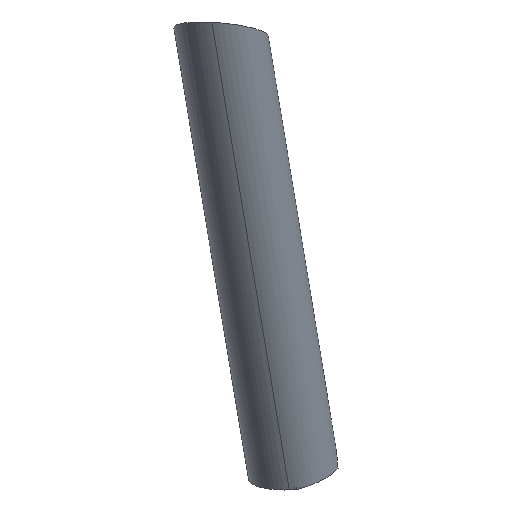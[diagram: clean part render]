
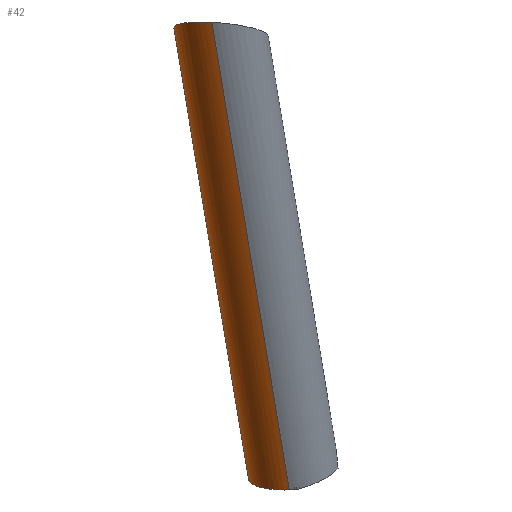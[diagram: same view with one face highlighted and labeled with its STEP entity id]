
A CAD part, left-side view. The second image highlights one B-rep face of the part: STEP entity #42.
In plain terms, the highlighted cylindrical face has radius 12.5 mm (diameter 25 mm), a partial arc.
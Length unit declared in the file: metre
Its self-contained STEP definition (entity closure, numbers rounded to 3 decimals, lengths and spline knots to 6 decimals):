
#42=ADVANCED_FACE('0:2330',(#88),#89,.T.);
#88=FACE_OUTER_BOUND('',#136,.T.);
#89=CYLINDRICAL_SURFACE('',#137,0.0125);
#136=EDGE_LOOP('',(#203,#204,#205,#206,#207,#208,#209,#210,#211,#212));
#137=AXIS2_PLACEMENT_3D('',#213,#214,#215);
#203=ORIENTED_EDGE('',*,*,#370,.T.);
#204=ORIENTED_EDGE('',*,*,#382,.T.);
#205=ORIENTED_EDGE('',*,*,#383,.F.);
#206=ORIENTED_EDGE('',*,*,#378,.T.);
#207=ORIENTED_EDGE('',*,*,#384,.F.);
#208=ORIENTED_EDGE('',*,*,#385,.T.);
#209=ORIENTED_EDGE('',*,*,#386,.T.);
#210=ORIENTED_EDGE('',*,*,#387,.F.);
#211=ORIENTED_EDGE('',*,*,#388,.T.);
#212=ORIENTED_EDGE('',*,*,#389,.T.);
#213=CARTESIAN_POINT('',(-2.229297,0.313094,0.237851));
#214=DIRECTION('',(0.546,-0.137,-0.827));
#215=DIRECTION('',(-0.827,0.073,-0.558));
#370=EDGE_CURVE('',#434,#435,#436,.T.);
#378=EDGE_CURVE('',#451,#449,#452,.T.);
#382=EDGE_CURVE('',#435,#457,#458,.T.);
#383=EDGE_CURVE('',#451,#457,#459,.T.);
#384=EDGE_CURVE('0:174',#460,#449,#461,.T.);
#385=EDGE_CURVE('0:177',#460,#462,#463,.T.);
#386=EDGE_CURVE('0:165',#462,#464,#465,.T.);
#387=EDGE_CURVE('0:180',#466,#464,#467,.T.);
#388=EDGE_CURVE('0:183',#466,#468,#469,.T.);
#389=EDGE_CURVE('0:186',#468,#434,#470,.T.);
#434=VERTEX_POINT('',#622);
#435=VERTEX_POINT('',#623);
#436=LINE('',#624,#625);
#449=VERTEX_POINT('',#701);
#451=VERTEX_POINT('',#739);
#452=LINE('',#740,#741);
#457=VERTEX_POINT('',#746);
#458=ELLIPSE('',#747,0.017131,0.0125);
#459=ELLIPSE('',#748,0.017131,0.0125);
#460=VERTEX_POINT('',#749);
#461=B_SPLINE_CURVE_WITH_KNOTS('',3,(#750,#751,#752,#753,#754,#755,#756,#757,#758,#759,#760,#761,#762,#763,#764,#765,#766,#767,#768,#769,#770,#771,#772,#773,#774,#775,#776,#777,#778,#779,#780,#781,#782,#783,#784,#785,#786),.UNSPECIFIED.,.F.,.F.,(4,3,3,3,3,3,3,3,3,3,3,3,4),(0.0,2.790659,14.991322,24.793825,30.952875,36.274631,40.756307,43.934783,46.501421,48.614937,50.74224,53.353489,54.201332),.UNSPECIFIED.);
#462=VERTEX_POINT('',#787);
#463=ELLIPSE('',#788,0.042109,0.0125);
#464=VERTEX_POINT('',#789);
#465=B_SPLINE_CURVE_WITH_KNOTS('',3,(#790,#791,#792,#793,#794,#795,#796),.UNSPECIFIED.,.F.,.F.,(4,3,4),(46.541226,49.443589,51.586384),.UNSPECIFIED.);
#466=VERTEX_POINT('',#797);
#467=B_SPLINE_CURVE_WITH_KNOTS('',3,(#798,#799,#800,#801),.UNSPECIFIED.,.F.,.F.,(4,4),(0.0,1.380399),.UNSPECIFIED.);
#468=VERTEX_POINT('',#802);
#469=B_SPLINE_CURVE_WITH_KNOTS('',3,(#803,#804,#805,#806),.UNSPECIFIED.,.F.,.F.,(4,4),(1.440707,5.434098),.UNSPECIFIED.);
#470=B_SPLINE_CURVE_WITH_KNOTS('',3,(#807,#808,#809,#810,#811,#812,#813,#814,#815,#816,#817,#818,#819,#820,#821,#822),.UNSPECIFIED.,.F.,.F.,(4,3,3,3,3,4),(1.695479,8.459116,14.867055,21.007638,26.977139,28.06755),.UNSPECIFIED.);
#622=CARTESIAN_POINT('',(-2.177426,0.298437,0.136675));
#623=CARTESIAN_POINT('',(-2.261542,0.319492,0.264059));
#624=CARTESIAN_POINT('',(-2.23963,0.314008,0.230877));
#625=VECTOR('',#970,1.0);
#701=CARTESIAN_POINT('',(-2.17632,0.301507,0.180246));
#739=CARTESIAN_POINT('',(-2.228258,0.314508,0.258901));
#740=CARTESIAN_POINT('',(-2.218964,0.312181,0.244825));
#741=VECTOR('',#977,1.0);
#746=CARTESIAN_POINT('',(-2.261209,0.321523,0.264134));
#747=AXIS2_PLACEMENT_3D('',#984,#985,#986);
#748=AXIS2_PLACEMENT_3D('',#987,#988,#989);
#749=CARTESIAN_POINT('',(-2.165,0.30928,0.15159));
#750=CARTESIAN_POINT('',(-2.165,0.30928,0.15159));
#751=CARTESIAN_POINT('',(-2.165202,0.309268,0.152215));
#752=CARTESIAN_POINT('',(-2.165405,0.30925,0.152839));
#753=CARTESIAN_POINT('',(-2.165609,0.309228,0.153463));
#754=CARTESIAN_POINT('',(-2.166503,0.30913,0.15619));
#755=CARTESIAN_POINT('',(-2.16742,0.308937,0.158907));
#756=CARTESIAN_POINT('',(-2.168367,0.308618,0.161604));
#757=CARTESIAN_POINT('',(-2.169128,0.308362,0.163772));
#758=CARTESIAN_POINT('',(-2.169907,0.308026,0.165923));
#759=CARTESIAN_POINT('',(-2.170711,0.30757,0.168046));
#760=CARTESIAN_POINT('',(-2.171216,0.307284,0.169379));
#761=CARTESIAN_POINT('',(-2.171729,0.306951,0.170698));
#762=CARTESIAN_POINT('',(-2.172254,0.306551,0.171991));
#763=CARTESIAN_POINT('',(-2.172707,0.306206,0.173108));
#764=CARTESIAN_POINT('',(-2.173171,0.305809,0.17421));
#765=CARTESIAN_POINT('',(-2.173646,0.305333,0.175277));
#766=CARTESIAN_POINT('',(-2.174046,0.304931,0.176176));
#767=CARTESIAN_POINT('',(-2.174454,0.304476,0.177048));
#768=CARTESIAN_POINT('',(-2.174869,0.303925,0.17786));
#769=CARTESIAN_POINT('',(-2.175164,0.303534,0.178435));
#770=CARTESIAN_POINT('',(-2.175464,0.303095,0.178982));
#771=CARTESIAN_POINT('',(-2.175762,0.302579,0.179458));
#772=CARTESIAN_POINT('',(-2.176004,0.302163,0.179842));
#773=CARTESIAN_POINT('',(-2.176244,0.301697,0.180179));
#774=CARTESIAN_POINT('',(-2.17647,0.301172,0.180415));
#775=CARTESIAN_POINT('',(-2.176656,0.300739,0.180609));
#776=CARTESIAN_POINT('',(-2.17683,0.300265,0.180731));
#777=CARTESIAN_POINT('',(-2.176977,0.299776,0.180749));
#778=CARTESIAN_POINT('',(-2.177124,0.299284,0.180767));
#779=CARTESIAN_POINT('',(-2.17724,0.298781,0.180679));
#780=CARTESIAN_POINT('',(-2.177322,0.298305,0.180507));
#781=CARTESIAN_POINT('',(-2.177422,0.297722,0.180295));
#782=CARTESIAN_POINT('',(-2.177472,0.29718,0.179964));
#783=CARTESIAN_POINT('',(-2.177491,0.296689,0.179579));
#784=CARTESIAN_POINT('',(-2.177497,0.29653,0.179454));
#785=CARTESIAN_POINT('',(-2.1775,0.296376,0.179324));
#786=CARTESIAN_POINT('',(-2.1775,0.296226,0.179188));
#787=CARTESIAN_POINT('',(-2.162895,0.309235,0.144913));
#788=AXIS2_PLACEMENT_3D('',#990,#991,#992);
#789=CARTESIAN_POINT('',(-2.165242,0.309837,0.14252));
#790=CARTESIAN_POINT('',(-2.162895,0.309235,0.144913));
#791=CARTESIAN_POINT('',(-2.163275,0.309421,0.144397));
#792=CARTESIAN_POINT('',(-2.163683,0.309565,0.143892));
#793=CARTESIAN_POINT('',(-2.164139,0.309669,0.143431));
#794=CARTESIAN_POINT('',(-2.164476,0.309745,0.143091));
#795=CARTESIAN_POINT('',(-2.16484,0.309801,0.142776));
#796=CARTESIAN_POINT('',(-2.165242,0.309837,0.14252));
#797=CARTESIAN_POINT('',(-2.166071,0.309887,0.142109));
#798=CARTESIAN_POINT('',(-2.166071,0.309887,0.142109));
#799=CARTESIAN_POINT('',(-2.165778,0.309877,0.142214));
#800=CARTESIAN_POINT('',(-2.165501,0.309861,0.142355));
#801=CARTESIAN_POINT('',(-2.165242,0.309837,0.14252));
#802=CARTESIAN_POINT('',(-2.166108,0.309476,0.139353));
#803=CARTESIAN_POINT('',(-2.166071,0.309887,0.142109));
#804=CARTESIAN_POINT('',(-2.166084,0.309782,0.141188));
#805=CARTESIAN_POINT('',(-2.166096,0.309645,0.140268));
#806=CARTESIAN_POINT('',(-2.166108,0.309476,0.139353));
#807=CARTESIAN_POINT('',(-2.166108,0.309476,0.139353));
#808=CARTESIAN_POINT('',(-2.167585,0.309353,0.13892));
#809=CARTESIAN_POINT('',(-2.169071,0.308962,0.138501));
#810=CARTESIAN_POINT('',(-2.17046,0.308294,0.138128));
#811=CARTESIAN_POINT('',(-2.171776,0.307662,0.137774));
#812=CARTESIAN_POINT('',(-2.173005,0.306781,0.137462));
#813=CARTESIAN_POINT('',(-2.174049,0.30569,0.13722));
#814=CARTESIAN_POINT('',(-2.17505,0.304644,0.136988));
#815=CARTESIAN_POINT('',(-2.17588,0.303405,0.13682));
#816=CARTESIAN_POINT('',(-2.176469,0.302049,0.136731));
#817=CARTESIAN_POINT('',(-2.177041,0.300731,0.136644));
#818=CARTESIAN_POINT('',(-2.177384,0.299304,0.136632));
#819=CARTESIAN_POINT('',(-2.177475,0.297864,0.136697));
#820=CARTESIAN_POINT('',(-2.177492,0.297601,0.136708));
#821=CARTESIAN_POINT('',(-2.1775,0.297338,0.136723));
#822=CARTESIAN_POINT('',(-2.1775,0.297075,0.136739));
#970=DIRECTION('',(-0.546,0.137,0.827));
#977=DIRECTION('',(0.546,-0.137,-0.827));
#984=CARTESIAN_POINT('',(-2.2449,0.317,0.26148));
#985=DIRECTION('',(-0.144,0.06,-0.988));
#986=DIRECTION('',(0.952,-0.264,-0.155));
#987=CARTESIAN_POINT('',(-2.2449,0.317,0.26148));
#988=DIRECTION('',(0.144,-0.06,0.988));
#989=DIRECTION('',(0.952,-0.264,-0.155));
#990=CARTESIAN_POINT('',(-2.165,0.297,0.14048));
#991=DIRECTION('',(-0.919,0.264,-0.292));
#992=DIRECTION('',(0.286,-0.061,-0.956));
